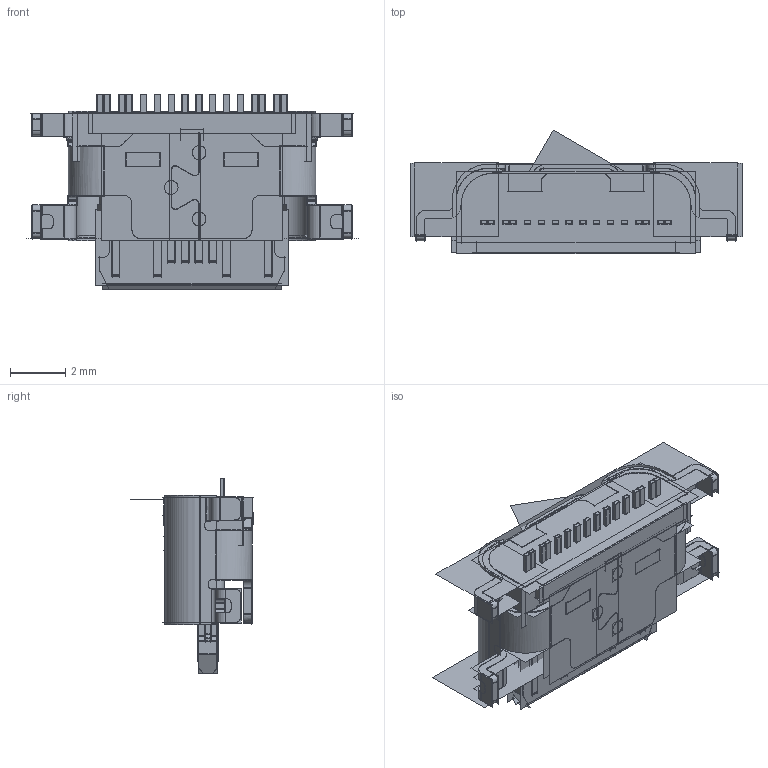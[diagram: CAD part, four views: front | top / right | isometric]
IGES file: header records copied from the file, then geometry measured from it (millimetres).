
Start section:  PTC IGES file: gap-acf010-1_16pin0001.igs
Global section: file name: gap-acf010-1_16pin0001.igs; native system: Creo Parametric by PTC Inc.; preprocessor: 2016510; author: Administrator; organization: Unknown; date: 20180113.151814; units: millimetre
Bounding box: 12 x 4.48 x 7.08 mm (x, y, z)
Volume: 168.5 mm3; surface area: 3193.1 mm2
Topology: 1 solids, 1 shells, 1272 faces, 8475 edges, 11930 vertices
Faces by surface type: bspline 964, revolution 308
